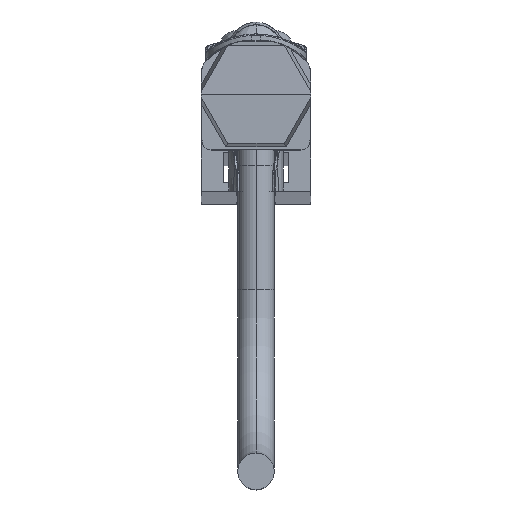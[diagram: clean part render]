
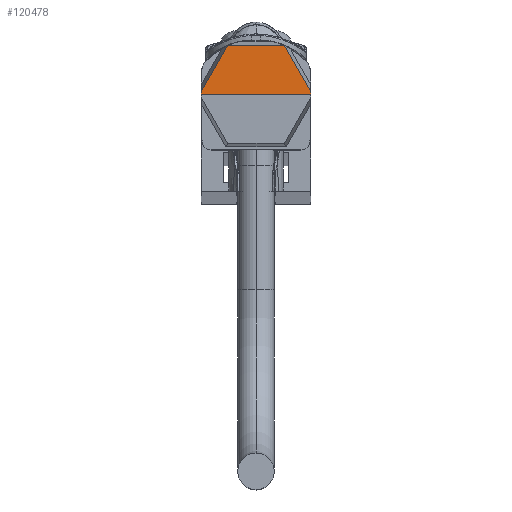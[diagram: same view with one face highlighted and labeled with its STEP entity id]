
A CAD part, top view. The second image highlights one B-rep face of the part: STEP entity #120478.
In plain terms, the highlighted planar face has unit normal (0, 0.018, 1).
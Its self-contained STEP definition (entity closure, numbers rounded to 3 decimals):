
#48715=CARTESIAN_POINT('',(3.161,7.618,420.658));
#48748=CARTESIAN_POINT('',(2.928,7.722,420.656));
#48749=CARTESIAN_POINT('',(3.006,7.689,420.657));
#48750=CARTESIAN_POINT('',(3.084,7.654,420.657));
#48751=CARTESIAN_POINT('',(3.161,7.618,420.658));
#48753=DIRECTION('',(-0.497,0.868,-0.015));
#48754=VECTOR('',#48753,5.7);
#48755=CARTESIAN_POINT('',(5.994,2.673,420.744));
#48756=LINE('',#48755,#48754);
#48757=DIRECTION('',(-0.017,1.,-0.017));
#48758=VECTOR('',#48757,0.323);
#48759=CARTESIAN_POINT('',(6.,2.35,420.75));
#48760=LINE('',#48759,#48758);
#48761=DIRECTION('',(1.,0.,0.));
#48762=VECTOR('',#48761,12.);
#48763=CARTESIAN_POINT('',(-6.,2.35,420.75));
#48764=LINE('',#48763,#48762);
#48765=DIRECTION('',(0.017,1.,-0.017));
#48766=VECTOR('',#48765,0.323);
#48767=CARTESIAN_POINT('',(-6.,2.35,420.75));
#48768=LINE('',#48767,#48766);
#48769=DIRECTION('',(-0.497,-0.868,0.015));
#48770=VECTOR('',#48769,5.7);
#48771=CARTESIAN_POINT('',(-3.161,7.618,
420.658));
#48772=LINE('',#48771,#48770);
#48773=CARTESIAN_POINT('',(-3.161,7.618,
420.658));
#48774=CARTESIAN_POINT('',(-3.084,7.654,
420.657));
#48775=CARTESIAN_POINT('',(-3.006,7.689,
420.657));
#48776=CARTESIAN_POINT('',(-2.927,7.722,
420.656));
#48778=DIRECTION('',(-1.,0.,0.));
#48779=VECTOR('',#48778,5.855);
#48780=CARTESIAN_POINT('',(2.928,7.722,420.656));
#48781=LINE('',#48780,#48779);
#50548=CARTESIAN_POINT('',(2.928,7.722,420.656));
#50554=CARTESIAN_POINT('',(-2.927,7.722,
420.656));
#50564=CARTESIAN_POINT('',(-3.161,7.618,
420.658));
#51467=CARTESIAN_POINT('',(-6.,2.35,420.75));
#51468=VERTEX_POINT('',#51467);
#51469=CARTESIAN_POINT('',(6.,2.35,420.75));
#51470=VERTEX_POINT('',#51469);
#51479=VERTEX_POINT('',#48715);
#51482=CARTESIAN_POINT('',(5.994,2.673,420.744));
#51484=VERTEX_POINT('',#51482);
#51485=VERTEX_POINT('',#50564);
#51488=CARTESIAN_POINT('',(-5.994,2.673,
420.744));
#51490=VERTEX_POINT('',#51488);
#51495=VERTEX_POINT('',#50548);
#51497=VERTEX_POINT('',#50554);
#120458=CARTESIAN_POINT('',(-6.64,2.35,420.75));
#120459=DIRECTION('',(0.,0.017,1.));
#120460=DIRECTION('',(1.,0.,0.));
#120461=AXIS2_PLACEMENT_3D('',#120458,#120459,#120460);
#120462=PLANE('',#120461);
#120463=ORIENTED_EDGE('',*,*,#120419,.T.);
#120464=ORIENTED_EDGE('',*,*,#120406,.F.);
#120465=ORIENTED_EDGE('',*,*,#120391,.F.);
#120467=ORIENTED_EDGE('',*,*,#120466,.F.);
#120469=ORIENTED_EDGE('',*,*,#120468,.T.);
#120471=ORIENTED_EDGE('',*,*,#120470,.F.);
#120473=ORIENTED_EDGE('',*,*,#120472,.T.);
#120475=ORIENTED_EDGE('',*,*,#120474,.F.);
#120476=EDGE_LOOP('',(#120463,#120464,#120465,#120467,#120469,#120471,#120473,
#120475));
#120477=FACE_OUTER_BOUND('',#120476,.F.);
#120478=ADVANCED_FACE('',(#120477),#120462,.T.);
#48752=B_SPLINE_CURVE_WITH_KNOTS('',3,(#48748,#48749,#48750,#48751),
.UNSPECIFIED.,.F.,.F.,(4,4),(0.,1.),.UNSPECIFIED.);
#48777=B_SPLINE_CURVE_WITH_KNOTS('',3,(#48773,#48774,#48775,#48776),
.UNSPECIFIED.,.F.,.F.,(4,4),(0.,1.),.UNSPECIFIED.);
#120391=EDGE_CURVE('',#51470,#51484,#48760,.T.);
#120406=EDGE_CURVE('',#51484,#51479,#48756,.T.);
#120419=EDGE_CURVE('',#51495,#51479,#48752,.T.);
#120466=EDGE_CURVE('',#51468,#51470,#48764,.T.);
#120468=EDGE_CURVE('',#51468,#51490,#48768,.T.);
#120470=EDGE_CURVE('',#51485,#51490,#48772,.T.);
#120472=EDGE_CURVE('',#51485,#51497,#48777,.T.);
#120474=EDGE_CURVE('',#51495,#51497,#48781,.T.);
